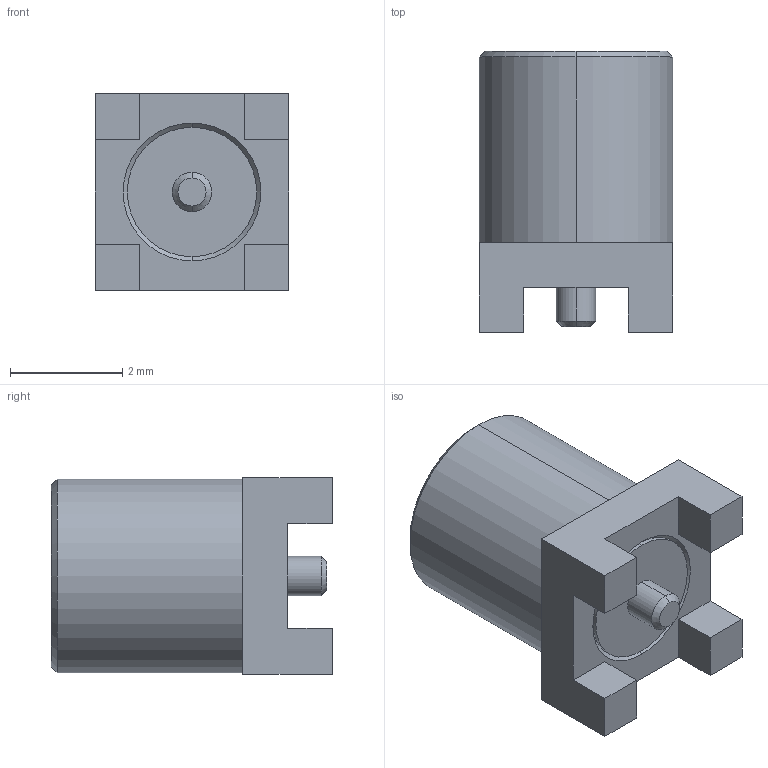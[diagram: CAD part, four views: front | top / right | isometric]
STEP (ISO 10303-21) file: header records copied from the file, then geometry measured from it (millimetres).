
FILE_DESCRIPTION (( 'STEP AP214' ), '1' );
FILE_NAME ('MMCX-J-P-H-ST-SM1.STEP', '2020-11-27T06:35:17', ( '' ), ( '' ), 'SwSTEP 2.0', 'SolidWorks 2020', '' );
FILE_SCHEMA (( 'AUTOMOTIVE_DESIGN' ));
Length unit declared in the file: millimetre
Products named in the file (3): _MMCX-J-P-H-ST-SM1_body.stp; MMCX-J-P-H-ST-SM1; MMCX-J-P-H-ST-SM1.stp
Assembly tree (2 placements, depth 3):
  MMCX-J-P-H-ST-SM1
    MMCX-J-P-H-ST-SM1.stp
      _MMCX-J-P-H-ST-SM1_body.stp
Bounding box: 3.45 x 5 x 3.5 mm (x, y, z)
Volume: 28.8 mm3; surface area: 114.9 mm2
Topology: 1 solids, 2 shells, 68 faces, 159 edges, 100 vertices
Faces by surface type: plane 31, cone 21, cylinder 16
Entity records: 2055 total; most frequent: CARTESIAN_POINT 381, DIRECTION 353, ORIENTED_EDGE 318, EDGE_CURVE 159, AXIS2_PLACEMENT_3D 132, VERTEX_POINT 100, VECTOR 89, LINE 89
